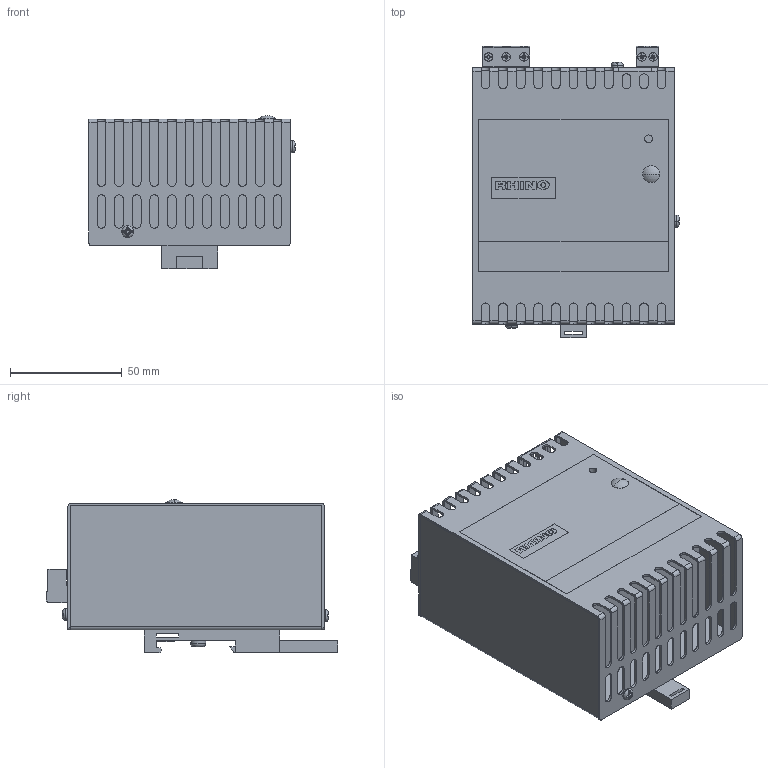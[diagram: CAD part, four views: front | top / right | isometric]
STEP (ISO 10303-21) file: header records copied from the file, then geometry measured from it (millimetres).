
FILE_DESCRIPTION (( 'STEP AP203' ), '1' );
FILE_NAME ('PS12-075D.STEP', '2011-10-11T13:58:12', ( '.adc' ), ( '' ), 'SwSTEP 2.0', 'SolidWorks 2011', '' );
FILE_SCHEMA (( 'CONFIG_CONTROL_DESIGN' ));
Length unit declared in the file: inch
Products named in the file (1): PS12-075D
Bounding box: 92.1 x 130.43 x 68.44 mm (x, y, z)
Volume: 362705.8 mm3; surface area: 77182.4 mm2
Topology: 1 solids, 1 shells, 701 faces, 2072 edges, 1377 vertices
Faces by surface type: plane 458, cylinder 169, cone 43, bspline 20, torus 9, sphere 2
Entity records: 24939 total; most frequent: CARTESIAN_POINT 5769, ORIENTED_EDGE 4144, DIRECTION 3793, EDGE_CURVE 2072, LINE 1523, VECTOR 1523, VERTEX_POINT 1377, AXIS2_PLACEMENT_3D 1135
